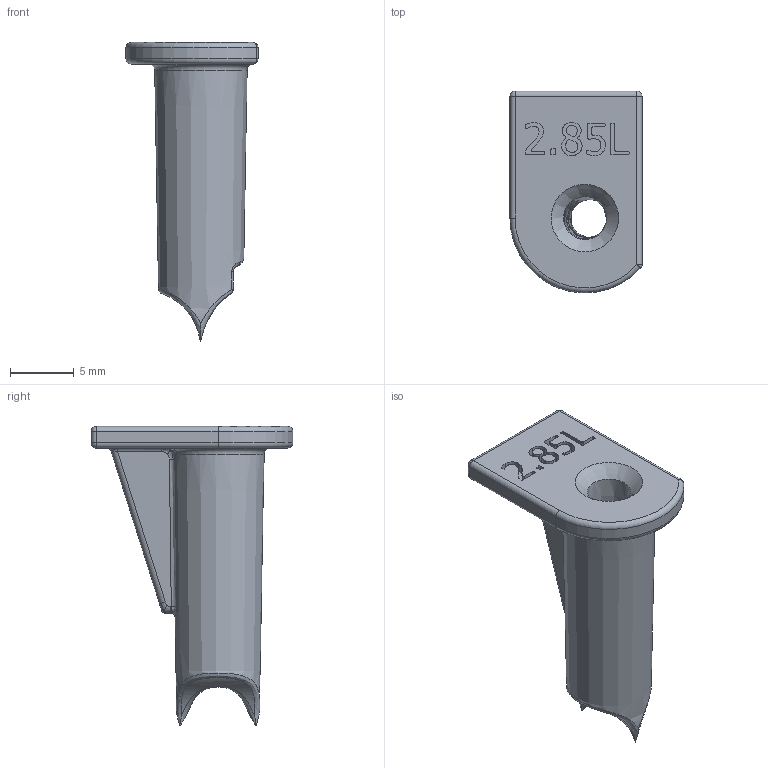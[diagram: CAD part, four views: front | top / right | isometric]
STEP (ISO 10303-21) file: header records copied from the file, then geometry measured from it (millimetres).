
FILE_DESCRIPTION(/* description */ (''),/* implementation_level */ '2;1');
FILE_NAME(/* name */ 'PTFE_HOLDER_300 (Edition 2.3)_MIRRORED.stp',/* time_stamp */ '2017-01-16T17:07:03+00:00',/* author */ ('Rory'),/* organization */ (''),/* preprocessor_version */ 'ST-DEVELOPER v15.6',/* originating_system */ 'Autodesk Inventor 2015',/* authorisation */ '');
FILE_SCHEMA (('AUTOMOTIVE_DESIGN { 1 0 10303 214 3 1 1 }'));
Length unit declared in the file: millimetre
Products named in the file (1): PTFE_HOLDER_300 (Edition 2)_MIRRORED
Bounding box: 10.4 x 15.9 x 23.54 mm (x, y, z)
Volume: 865.1 mm3; surface area: 1053.8 mm2
Topology: 1 solids, 1 shells, 192 faces, 500 edges, 314 vertices
Faces by surface type: bspline 100, cylinder 40, plane 38, sphere 8, torus 5, cone 1
Entity records: 8728 total; most frequent: CARTESIAN_POINT 4692, ORIENTED_EDGE 992, DIRECTION 567, EDGE_CURVE 496, VERTEX_POINT 313, B_SPLINE_CURVE_WITH_KNOTS 229, AXIS2_PLACEMENT_3D 207, EDGE_LOOP 201
